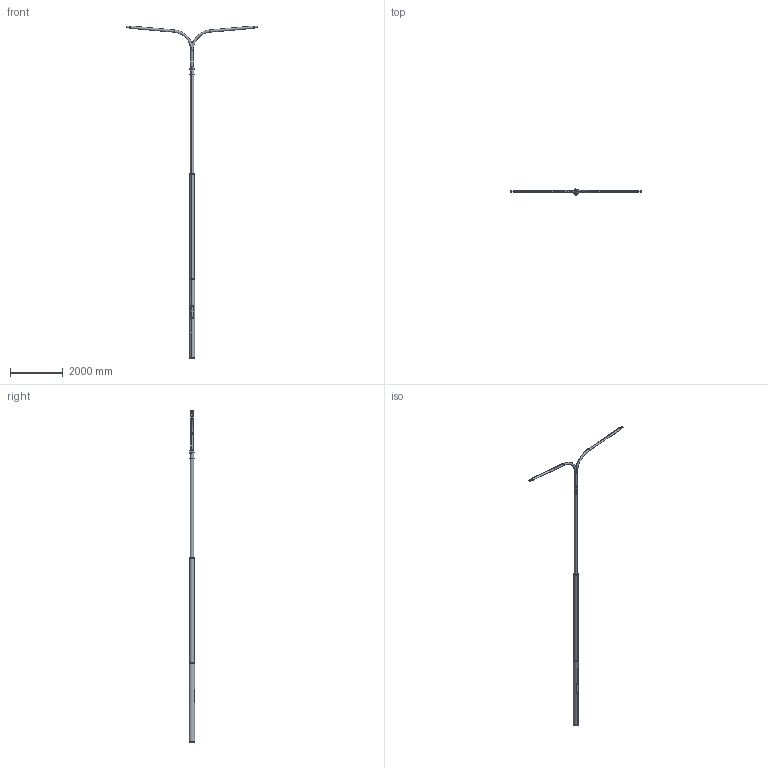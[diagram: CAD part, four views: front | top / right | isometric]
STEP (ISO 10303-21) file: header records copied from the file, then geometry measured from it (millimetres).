
FILE_DESCRIPTION (( 'STEP AP214' ), '1' );
FILE_NAME ('110690KGXS T225C312O 4608181 T-VARTINEN OLAKEPYLVÄS_3D.step', '2022-05-28T14:33:29', ( '' ), ( '' ), 'SwSTEP 2.0', 'SolidWorks 2021', '' );
FILE_SCHEMA (( 'AUTOMOTIVE_DESIGN' ));
Length unit declared in the file: millimetre
Products named in the file (17): 168,3X4,0 PYÖREÄPUTKI-VÄLI_219-168-140 VŽLIPUTKI TASAPŽŽT-4000; YKSI R_KYTKENTÄAUKON LUUKKU_LUUKKU D219,1; 110690KGXS T225C312O 4608181 T-VARTINEN OLAKEPYLVÄS_3D; OLAKEVARREN LATTA_LATTA 3X9,5X200; 219,1X4,5 PYÖREÄPUTKI-TYVI_219,1 TYVIPUTKI TASALATVA-3000; socket head cap screw_din_DIN 912 M6 x 16 --- 16N; SOVITERENGAS OLAKEVARSI_SOVITERENGAS D89-D139; OLAKE T-VARREN LYHYEMPI AIHIO_T225CO; C312O OLAKERUNKO_C312O; KYTKENTÄAUKON LATTARAUTA_LATTA 4X20X150; socket set screw cone point_din_DIN 914 - M10 x 30-N; OLAKE T-VARREN PIDEMPI AIHIO_T225CO; LATTA 5X16X460 KYTKENTÄAUKON VAHVIKE_C 1; socket set screw cone point_din_DIN 914 - M10 x 40-N; SOVITERENGAS SORVATTU_D219-D168; T-OLAKEVARSI_T225CO; 139,7X3,6 PYÖREÄPUTKI-LATVA 2X LATVAREIÄT_139,7X3,6 2X LATVAREIŽT-4100
Assembly tree (30 placements, depth 3):
  110690KGXS T225C312O 4608181 T-VARTINEN OLAKEPYLVÄS_3D
    T-OLAKEVARSI_T225CO
      OLAKE T-VARREN PIDEMPI AIHIO_T225CO
      OLAKE T-VARREN LYHYEMPI AIHIO_T225CO
      SOVITERENGAS OLAKEVARSI_SOVITERENGAS D89-D139
      OLAKEVARREN LATTA_LATTA 3X9,5X200  x4
    C312O OLAKERUNKO_C312O
      219,1X4,5 PYÖREÄPUTKI-TYVI_219,1 TYVIPUTKI TASALATVA-3000
      SOVITERENGAS SORVATTU_D219-D168
      168,3X4,0 PYÖREÄPUTKI-VÄLI_219-168-140 VŽLIPUTKI TASAPŽŽT-4000
      139,7X3,6 PYÖREÄPUTKI-LATVA 2X LATVAREIÄT_139,7X3,6 2X LATVAREIŽT-4100
      socket set screw cone point_din_DIN 914 - M10 x 40-N
      socket set screw cone point_din_DIN 914 - M10 x 30-N  x7
      YKSI R_KYTKENTÄAUKON LUUKKU_LUUKKU D219,1
      socket head cap screw_din_DIN 912 M6 x 16 --- 16N  x4
      KYTKENTÄAUKON LATTARAUTA_LATTA 4X20X150  x2
      LATTA 5X16X460 KYTKENTÄAUKON VAHVIKE_C 1  x2
Bounding box: 5005.29 x 226.6 x 12631.52 mm (x, y, z)
Volume: 29660900.7 mm3; surface area: 15475172.9 mm2
Topology: 28 solids, 28 shells, 452 faces, 1057 edges, 648 vertices
Faces by surface type: plane 210, cylinder 122, cone 80, torus 35, bspline 5
Entity records: 13237 total; most frequent: CARTESIAN_POINT 6521, DIRECTION 1266, ORIENTED_EDGE 1246, EDGE_CURVE 623, AXIS2_PLACEMENT_3D 485, VERTEX_POINT 385, VECTOR 296, LINE 296
